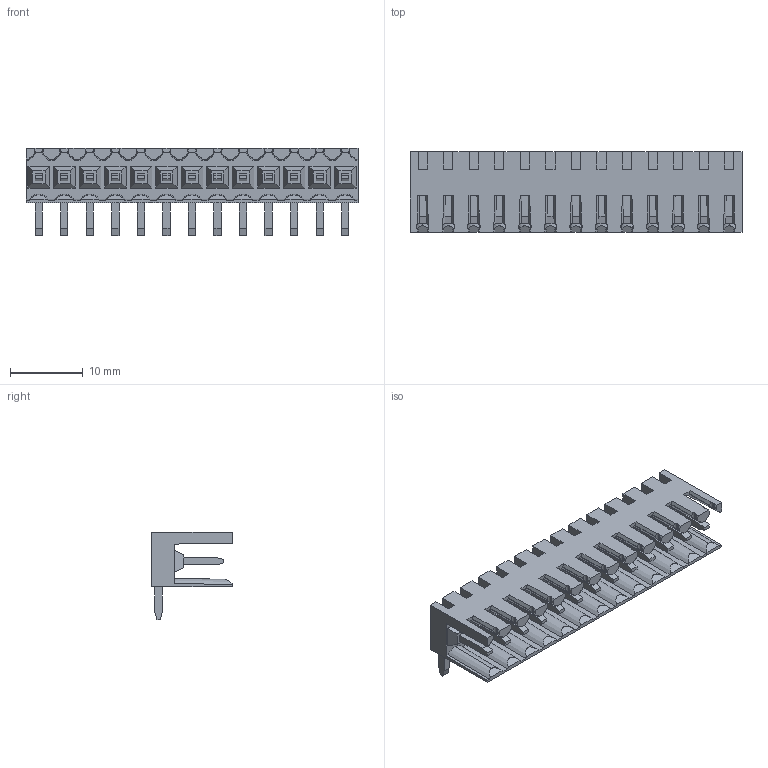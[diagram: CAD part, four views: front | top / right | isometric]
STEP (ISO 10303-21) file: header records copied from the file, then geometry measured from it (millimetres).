
FILE_DESCRIPTION(('CATIA V5 STEP Exchange','CAx-IF Rec.Pracs.--- Model Styling and Organization---1.4--- 2014-01-23'),'2;1');
FILE_NAME ('D1488107_0_1615390000_1615390000.stp','2021-06-01T08:57:32+00:00',('none'),('Weidmueller'),'CATIA Version 5-6 Release 2016 SP3 HF44','CATIA V5 STEP AP214','none');
FILE_SCHEMA(('AUTOMOTIVE_DESIGN { 1 0 10303 214 1 1 1 1 }'));
Length unit declared in the file: millimetre
Products named in the file (1): 1615390000
Bounding box: 45.5 x 11.05 x 11.95 mm (x, y, z)
Volume: 1660.7 mm3; surface area: 4000 mm2
Topology: 14 solids, 14 shells, 809 faces, 2411 edges, 1630 vertices
Faces by surface type: plane 660, cylinder 104, cone 45
Entity records: 27995 total; most frequent: CARTESIAN_POINT 6175, ORIENTED_EDGE 4822, DIRECTION 3585, EDGE_CURVE 2411, VECTOR 1826, LINE 1826, VERTEX_POINT 1630, AXIS2_PLACEMENT_3D 1043
